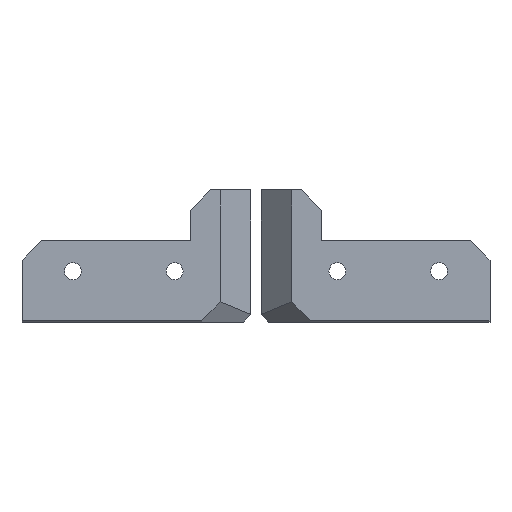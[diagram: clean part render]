
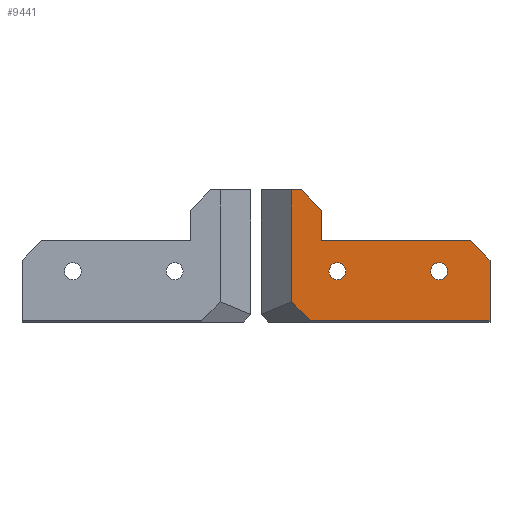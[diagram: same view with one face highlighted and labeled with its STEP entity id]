
A CAD part, left-side view. The second image highlights one B-rep face of the part: STEP entity #9441.
In plain terms, the highlighted planar face has unit normal (-1, 0, 0).
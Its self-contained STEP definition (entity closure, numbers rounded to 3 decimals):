
#18=FACE_BOUND('',#880,.T.);
#19=FACE_BOUND('',#881,.T.);
#93=CIRCLE('',#9970,1.65);
#95=CIRCLE('',#9973,1.65);
#313=FACE_OUTER_BOUND('',#879,.T.);
#879=EDGE_LOOP('',(#6629,#6630,#6631,#6632,#6633,#6634,#6635,#6636,#6637));
#880=EDGE_LOOP('',(#6638));
#881=EDGE_LOOP('',(#6639));
#1611=LINE('',#13789,#2868);
#1613=LINE('',#13793,#2870);
#1614=LINE('',#13795,#2871);
#1615=LINE('',#13797,#2872);
#1616=LINE('',#13799,#2873);
#1617=LINE('',#13801,#2874);
#1618=LINE('',#13803,#2875);
#1619=LINE('',#13805,#2876);
#1620=LINE('',#13806,#2877);
#2868=VECTOR('',#11116,10.);
#2870=VECTOR('',#11120,10.);
#2871=VECTOR('',#11121,10.);
#2872=VECTOR('',#11122,10.);
#2873=VECTOR('',#11123,10.);
#2874=VECTOR('',#11124,10.);
#2875=VECTOR('',#11125,10.);
#2876=VECTOR('',#11126,10.);
#2877=VECTOR('',#11127,10.);
#3895=VERTEX_POINT('',#13251);
#3897=VERTEX_POINT('',#13257);
#4084=VERTEX_POINT('',#13786);
#4085=VERTEX_POINT('',#13788);
#4086=VERTEX_POINT('',#13792);
#4087=VERTEX_POINT('',#13794);
#4088=VERTEX_POINT('',#13796);
#4089=VERTEX_POINT('',#13798);
#4090=VERTEX_POINT('',#13800);
#4091=VERTEX_POINT('',#13802);
#4092=VERTEX_POINT('',#13804);
#4771=EDGE_CURVE('',#3895,#3895,#93,.T.);
#4774=EDGE_CURVE('',#3897,#3897,#95,.T.);
#5019=EDGE_CURVE('',#4085,#4084,#1611,.T.);
#5021=EDGE_CURVE('',#4084,#4086,#1613,.T.);
#5022=EDGE_CURVE('',#4087,#4086,#1614,.T.);
#5023=EDGE_CURVE('',#4088,#4087,#1615,.T.);
#5024=EDGE_CURVE('',#4088,#4089,#1616,.T.);
#5025=EDGE_CURVE('',#4089,#4090,#1617,.T.);
#5026=EDGE_CURVE('',#4090,#4091,#1618,.T.);
#5027=EDGE_CURVE('',#4091,#4092,#1619,.T.);
#5028=EDGE_CURVE('',#4092,#4085,#1620,.T.);
#6629=ORIENTED_EDGE('',*,*,#5021,.T.);
#6630=ORIENTED_EDGE('',*,*,#5022,.F.);
#6631=ORIENTED_EDGE('',*,*,#5023,.F.);
#6632=ORIENTED_EDGE('',*,*,#5024,.T.);
#6633=ORIENTED_EDGE('',*,*,#5025,.T.);
#6634=ORIENTED_EDGE('',*,*,#5026,.T.);
#6635=ORIENTED_EDGE('',*,*,#5027,.T.);
#6636=ORIENTED_EDGE('',*,*,#5028,.T.);
#6637=ORIENTED_EDGE('',*,*,#5019,.T.);
#6638=ORIENTED_EDGE('',*,*,#4771,.T.);
#6639=ORIENTED_EDGE('',*,*,#4774,.T.);
#8902=PLANE('',#10067);
#9441=ADVANCED_FACE('',(#313,#18,#19),#8902,.T.);
#9970=AXIS2_PLACEMENT_3D('',#13252,#10732,#10733);
#9973=AXIS2_PLACEMENT_3D('',#13258,#10739,#10740);
#10067=AXIS2_PLACEMENT_3D('',#13791,#11118,#11119);
#10732=DIRECTION('center_axis',(1.,0.,0.));
#10733=DIRECTION('ref_axis',(0.,-1.,0.));
#10739=DIRECTION('center_axis',(1.,0.,0.));
#10740=DIRECTION('ref_axis',(0.,-1.,0.));
#11116=DIRECTION('',(0.,1.,0.));
#11118=DIRECTION('center_axis',(-1.,0.,0.));
#11119=DIRECTION('ref_axis',(0.,0.,1.));
#11120=DIRECTION('',(0.,0.,-1.));
#11121=DIRECTION('',(0.,0.707,0.707));
#11122=DIRECTION('',(0.,1.,0.));
#11123=DIRECTION('',(0.,0.,1.));
#11124=DIRECTION('',(0.,0.707,0.707));
#11125=DIRECTION('',(0.,1.,0.));
#11126=DIRECTION('',(0.,0.,1.));
#11127=DIRECTION('',(0.,0.707,0.707));
#13251=CARTESIAN_POINT('',(0.,-20.35,10.));
#13252=CARTESIAN_POINT('Origin',(0.,-22.,10.));
#13257=CARTESIAN_POINT('',(0.,-40.35,10.));
#13258=CARTESIAN_POINT('Origin',(0.,-42.,10.));
#13786=CARTESIAN_POINT('',(0.,-13.,26.));
#13788=CARTESIAN_POINT('',(0.,-14.9,26.));
#13789=CARTESIAN_POINT('',(0.,-18.9,26.));
#13791=CARTESIAN_POINT('Origin',(0.,-13.,16.));
#13792=CARTESIAN_POINT('',(0.,-13.,4.));
#13793=CARTESIAN_POINT('',(0.,-13.,8.758));
#13794=CARTESIAN_POINT('',(0.,-16.729,0.271));
#13795=CARTESIAN_POINT('',(0.,-16.729,0.271));
#13796=CARTESIAN_POINT('',(0.,-52.,0.271));
#13797=CARTESIAN_POINT('',(0.,-52.,0.271));
#13798=CARTESIAN_POINT('',(0.,-52.,12.2));
#13799=CARTESIAN_POINT('',(0.,-52.,0.271));
#13800=CARTESIAN_POINT('',(0.,-48.2,16.));
#13801=CARTESIAN_POINT('',(0.,-52.,12.2));
#13802=CARTESIAN_POINT('',(0.,-18.9,16.));
#13803=CARTESIAN_POINT('',(0.,-48.2,16.));
#13804=CARTESIAN_POINT('',(0.,-18.9,22.));
#13805=CARTESIAN_POINT('',(0.,-18.9,12.));
#13806=CARTESIAN_POINT('',(0.,-17.925,22.975));
